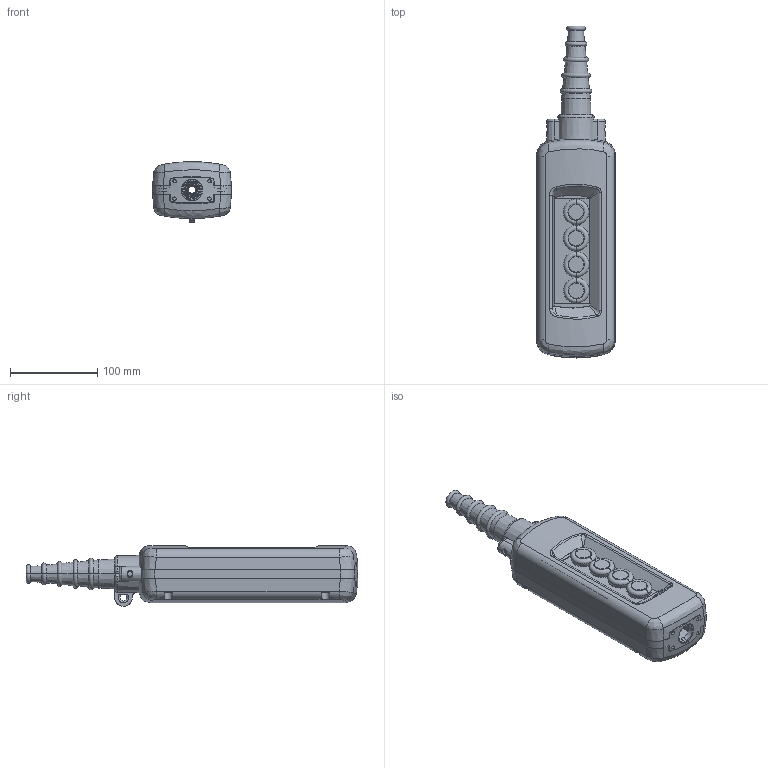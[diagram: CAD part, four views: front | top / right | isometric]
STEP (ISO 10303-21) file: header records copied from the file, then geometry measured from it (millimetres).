
FILE_DESCRIPTION(('CATIA V5 STEP Exchange','CAx-IF Rec.Pracs.--- Model Styling and Organization---1.4--- 2014-01-23','CAx-IF Rec.Pracs.---3D Tessellated Data Validation Properties---0.5---2014-09-14'),'2;1');
FILE_NAME('XACA471H7.stp','2022-12-14T10:38:57+00:00',('none'),('none'),'CATIA Version 5-6 Release 2018','CATIA V5 STEP AP242','none');
FILE_SCHEMA(('AP242_MANAGED_MODEL_BASED_3D_ENGINEERING_MIM_LF {1 0 10303 442 1 1 4}'));
Length unit declared in the file: millimetre
Products named in the file (1): XACA471H7
Bounding box: 90 x 380 x 69.35 mm (x, y, z)
Volume: 431700.7 mm3; surface area: 257059.9 mm2
Topology: 5 solids, 9 shells, 1472 faces, 4039 edges, 2586 vertices
Faces by surface type: cylinder 495, plane 485, torus 192, cone 154, bspline 112, sphere 34
Entity records: 58065 total; most frequent: CARTESIAN_POINT 25295, ORIENTED_EDGE 8062, DIRECTION 4731, EDGE_CURVE 4031, VERTEX_POINT 2586, AXIS2_PLACEMENT_3D 2176, VECTOR 1613, LINE 1613
